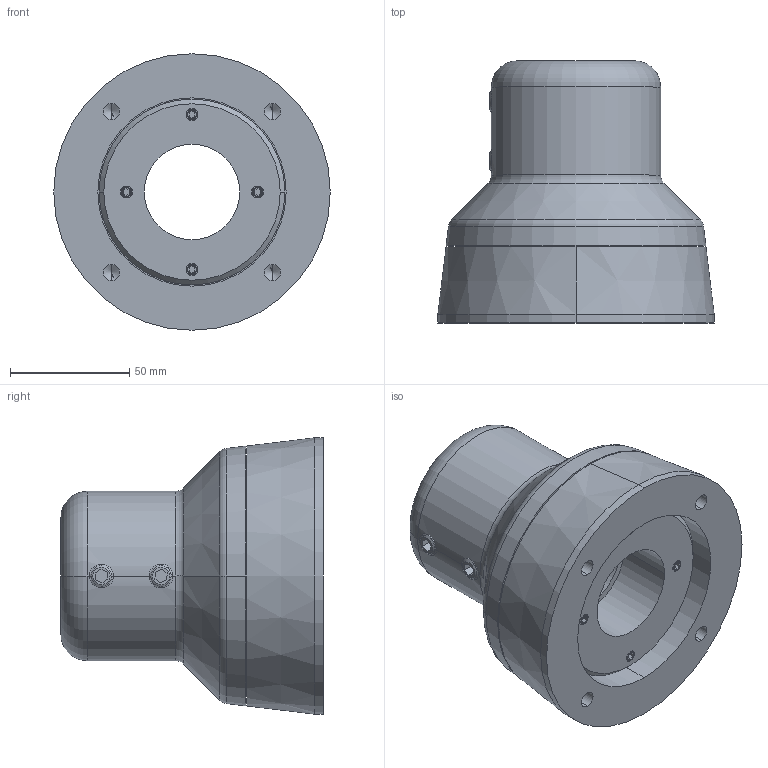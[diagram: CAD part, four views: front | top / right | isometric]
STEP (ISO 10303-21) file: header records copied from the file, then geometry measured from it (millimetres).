
FILE_DESCRIPTION((''),'2;1');
FILE_NAME('STANDFUSS_INNENB_CS-480_ASM','2010-11-08T',('M.Fehring'),(''),'PRO/ENGINEER BY PARAMETRIC TECHNOLOGY CORPORATION, 2005070','PRO/ENGINEER BY PARAMETRIC TECHNOLOGY CORPORATION, 2005070','');
FILE_SCHEMA(('AUTOMOTIVE_DESIGN_CC2 { 1 2 10303 214 -1 1 5 2 }'));
Length unit declared in the file: millimetre
Products named in the file (7): STANDF_DREHBAR_OT; INNENBEF_FLANSCH_CS-480; GEWINDEH_M50_CS-480; 9263052000; 9263054000; 9263063000; STANDFUSS_INNENB_CS-480_ASM
Assembly tree (10 placements, depth 2):
  STANDFUSS_INNENB_CS-480_ASM
    STANDF_DREHBAR_OT
    INNENBEF_FLANSCH_CS-480
    GEWINDEH_M50_CS-480
    9263052000  x4
    9263054000  x2
    9263063000
Bounding box: 116 x 110 x 116 mm (x, y, z)
Volume: 509297.9 mm3; surface area: 109102.2 mm2
Topology: 10 solids, 10 shells, 201 faces, 472 edges, 284 vertices
Faces by surface type: plane 71, cylinder 67, cone 49, torus 10, sphere 4
Entity records: 5200 total; most frequent: CARTESIAN_POINT 833, DIRECTION 793, ORIENTED_EDGE 644, AXIS2_PLACEMENT_3D 330, EDGE_CURVE 322, PRESENTATION_STYLE_ASSIGNMENT 260, STYLED_ITEM 260, CURVE_STYLE 256
